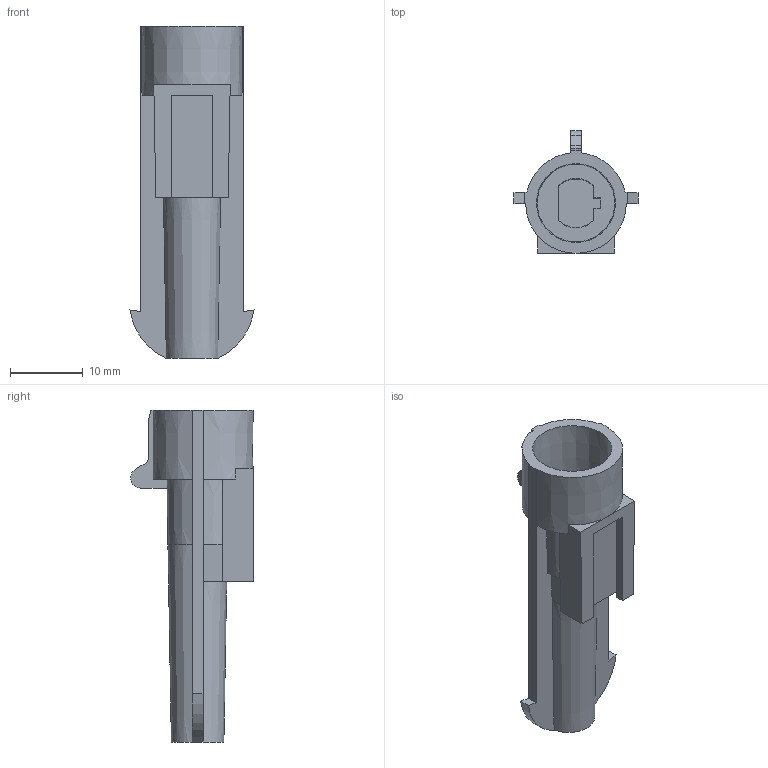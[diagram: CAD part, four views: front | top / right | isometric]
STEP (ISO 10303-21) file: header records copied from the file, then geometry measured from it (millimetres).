
FILE_DESCRIPTION(/* description */ (''),/* implementation_level */ '2;1');
FILE_NAME(/* name */ '12162545-ENV1118.stp',/* time_stamp */ '2019-07-24T15:54:37+05:00',/* author */ (''),/* organization */ (''),/* preprocessor_version */ 'ST-DEVELOPER v16',/* originating_system */ 'SIEMENS PLM Software NX 11.0',/* authorisation */ '');
FILE_SCHEMA (('AUTOMOTIVE_DESIGN { 1 0 10303 214 3 1 1 1 }'));
Length unit declared in the file: millimetre
Products named in the file (1): 12162545-ENV11_18-CONN
Bounding box: 17 x 16.84 x 45.5 mm (x, y, z)
Volume: 2987.2 mm3; surface area: 2867.9 mm2
Topology: 1 solids, 1 shells, 65 faces, 180 edges, 119 vertices
Faces by surface type: plane 49, cone 12, cylinder 4
Entity records: 2155 total; most frequent: CARTESIAN_POINT 476, ORIENTED_EDGE 356, DIRECTION 331, EDGE_CURVE 178, VERTEX_POINT 118, LINE 117, VECTOR 117, AXIS2_PLACEMENT_3D 107
